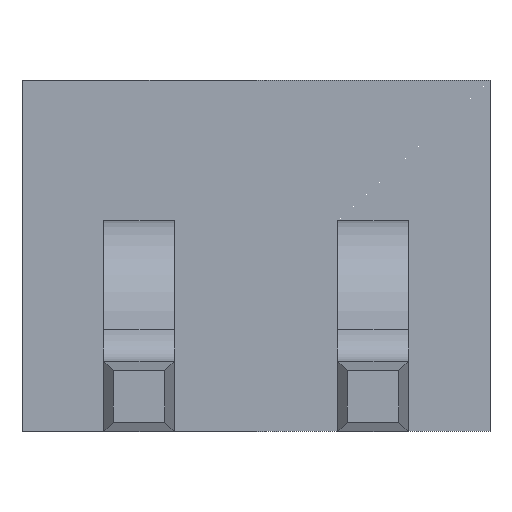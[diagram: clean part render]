
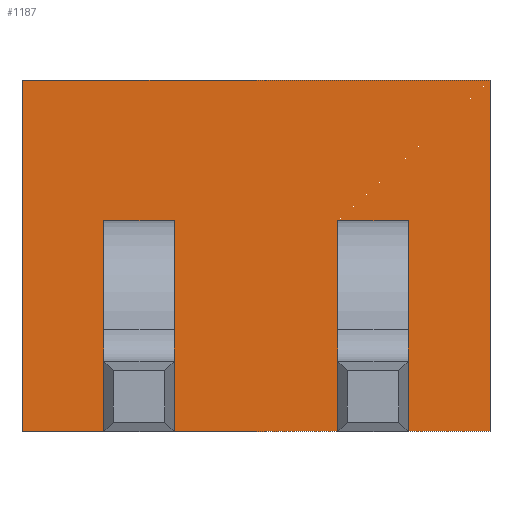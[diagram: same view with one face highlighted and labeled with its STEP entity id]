
A CAD part, front view. The second image highlights one B-rep face of the part: STEP entity #1187.
In plain terms, the highlighted planar face has unit normal (0, -1, 0).
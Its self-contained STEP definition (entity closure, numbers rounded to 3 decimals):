
#3 = EDGE_CURVE ( 'NONE', #1297, #1555, #164, .T. ) ;
#18 = DIRECTION ( 'NONE',  ( -1., 0., 0. ) ) ;
#65 = CARTESIAN_POINT ( 'NONE',  ( 0.65, 0., 0.9 ) ) ;
#68 = ORIENTED_EDGE ( 'NONE', *, *, #230, .T. ) ;
#95 = EDGE_CURVE ( 'NONE', #1587, #240, #688, .T. ) ;
#96 = CARTESIAN_POINT ( 'NONE',  ( 0.65, 0., 0.9 ) ) ;
#105 = VECTOR ( 'NONE', #1293, 1000. ) ;
#107 = EDGE_CURVE ( 'NONE', #1521, #767, #1310, .T. ) ;
#154 = CARTESIAN_POINT ( 'NONE',  ( 2., 0., 0. ) ) ;
#158 = DIRECTION ( 'NONE',  ( 1., 0., 0. ) ) ;
#164 = LINE ( 'NONE', #1054, #511 ) ;
#173 = AXIS2_PLACEMENT_3D ( 'NONE', #1490, #874, #1125 ) ;
#178 = CARTESIAN_POINT ( 'NONE',  ( 0., 0., 0. ) ) ;
#198 = ORIENTED_EDGE ( 'NONE', *, *, #459, .T. ) ;
#216 = CARTESIAN_POINT ( 'NONE',  ( 0.35, 0., 0.6 ) ) ;
#218 = DIRECTION ( 'NONE',  ( -1., 0., 0. ) ) ;
#221 = VERTEX_POINT ( 'NONE', #1292 ) ;
#230 = EDGE_CURVE ( 'NONE', #832, #499, #1541, .T. ) ;
#240 = VERTEX_POINT ( 'NONE', #814 ) ;
#258 = EDGE_CURVE ( 'NONE', #221, #832, #938, .T. ) ;
#265 = CARTESIAN_POINT ( 'NONE',  ( 1.65, 0., 0.6 ) ) ;
#319 = VERTEX_POINT ( 'NONE', #1065 ) ;
#346 = VECTOR ( 'NONE', #1184, 1000. ) ;
#351 = ORIENTED_EDGE ( 'NONE', *, *, #355, .F. ) ;
#355 = EDGE_CURVE ( 'NONE', #240, #1521, #464, .T. ) ;
#390 = LINE ( 'NONE', #265, #346 ) ;
#429 = FACE_BOUND ( 'NONE', #651, .T. ) ;
#451 = VECTOR ( 'NONE', #597, 1000. ) ;
#459 = EDGE_CURVE ( 'NONE', #319, #1297, #1096, .T. ) ;
#464 = LINE ( 'NONE', #1470, #797 ) ;
#493 = ORIENTED_EDGE ( 'NONE', *, *, #95, .F. ) ;
#499 = VERTEX_POINT ( 'NONE', #1599 ) ;
#500 = LINE ( 'NONE', #1010, #1236 ) ;
#511 = VECTOR ( 'NONE', #158, 1000. ) ;
#529 = CARTESIAN_POINT ( 'NONE',  ( 1.35, 0., 0.9 ) ) ;
#541 = DIRECTION ( 'NONE',  ( 0., 0., -1. ) ) ;
#578 = ORIENTED_EDGE ( 'NONE', *, *, #1274, .F. ) ;
#584 = ORIENTED_EDGE ( 'NONE', *, *, #706, .T. ) ;
#597 = DIRECTION ( 'NONE',  ( 0., 0., -1. ) ) ;
#618 = EDGE_CURVE ( 'NONE', #1518, #221, #500, .T. ) ;
#651 = EDGE_LOOP ( 'NONE', ( #198, #685, #1044, #1630 ) ) ;
#656 = LINE ( 'NONE', #1160, #1103 ) ;
#671 = CARTESIAN_POINT ( 'NONE',  ( 2., 0., 1.5 ) ) ;
#679 = CARTESIAN_POINT ( 'NONE',  ( 2., 0., 1.5 ) ) ;
#685 = ORIENTED_EDGE ( 'NONE', *, *, #3, .T. ) ;
#688 = LINE ( 'NONE', #792, #105 ) ;
#690 = FACE_OUTER_BOUND ( 'NONE', #1024, .T. ) ;
#695 = LINE ( 'NONE', #65, #451 ) ;
#706 = EDGE_CURVE ( 'NONE', #499, #1518, #390, .T. ) ;
#767 = VERTEX_POINT ( 'NONE', #154 ) ;
#786 = EDGE_LOOP ( 'NONE', ( #790, #1287, #68, #584 ) ) ;
#790 = ORIENTED_EDGE ( 'NONE', *, *, #618, .T. ) ;
#792 = CARTESIAN_POINT ( 'NONE',  ( 0., 0., 0. ) ) ;
#797 = VECTOR ( 'NONE', #1333, 1000. ) ;
#810 = VECTOR ( 'NONE', #1038, 1000. ) ;
#814 = CARTESIAN_POINT ( 'NONE',  ( 0., 0., 1.5 ) ) ;
#832 = VERTEX_POINT ( 'NONE', #1232 ) ;
#867 = LINE ( 'NONE', #1364, #1390 ) ;
#874 = DIRECTION ( 'NONE',  ( 0., 1., 0. ) ) ;
#918 = ORIENTED_EDGE ( 'NONE', *, *, #107, .F. ) ;
#938 = LINE ( 'NONE', #529, #810 ) ;
#1010 = CARTESIAN_POINT ( 'NONE',  ( 1.35, 0., 0.6 ) ) ;
#1024 = EDGE_LOOP ( 'NONE', ( #493, #578, #918, #351 ) ) ;
#1031 = VECTOR ( 'NONE', #1433, 1000. ) ;
#1038 = DIRECTION ( 'NONE',  ( 1., 0., 0. ) ) ;
#1044 = ORIENTED_EDGE ( 'NONE', *, *, #1082, .T. ) ;
#1054 = CARTESIAN_POINT ( 'NONE',  ( 0.35, 0., 0.9 ) ) ;
#1063 = FACE_BOUND ( 'NONE', #786, .T. ) ;
#1065 = CARTESIAN_POINT ( 'NONE',  ( 0.35, 0., 0.6 ) ) ;
#1082 = EDGE_CURVE ( 'NONE', #1555, #1368, #695, .T. ) ;
#1096 = LINE ( 'NONE', #216, #1119 ) ;
#1103 = VECTOR ( 'NONE', #18, 1000. ) ;
#1110 = VECTOR ( 'NONE', #541, 1000. ) ;
#1119 = VECTOR ( 'NONE', #1465, 1000. ) ;
#1125 = DIRECTION ( 'NONE',  ( 0., 0., 1. ) ) ;
#1160 = CARTESIAN_POINT ( 'NONE',  ( 0.65, 0., 0.6 ) ) ;
#1184 = DIRECTION ( 'NONE',  ( -1., 0., 0. ) ) ;
#1187 = ADVANCED_FACE ( 'NONE', ( #429, #1063, #690 ), #1330, .F. ) ;
#1232 = CARTESIAN_POINT ( 'NONE',  ( 1.65, 0., 0.9 ) ) ;
#1236 = VECTOR ( 'NONE', #1508, 1000. ) ;
#1261 = CARTESIAN_POINT ( 'NONE',  ( 0.65, 0., 0.6 ) ) ;
#1274 = EDGE_CURVE ( 'NONE', #767, #1587, #867, .T. ) ;
#1282 = CARTESIAN_POINT ( 'NONE',  ( 1.65, 0., 0.9 ) ) ;
#1287 = ORIENTED_EDGE ( 'NONE', *, *, #258, .T. ) ;
#1292 = CARTESIAN_POINT ( 'NONE',  ( 1.35, 0., 0.9 ) ) ;
#1293 = DIRECTION ( 'NONE',  ( 0., 0., 1. ) ) ;
#1297 = VERTEX_POINT ( 'NONE', #1634 ) ;
#1310 = LINE ( 'NONE', #679, #1110 ) ;
#1330 = PLANE ( 'NONE',  #173 ) ;
#1333 = DIRECTION ( 'NONE',  ( 1., 0., 0. ) ) ;
#1364 = CARTESIAN_POINT ( 'NONE',  ( 2., 0., 0. ) ) ;
#1368 = VERTEX_POINT ( 'NONE', #1261 ) ;
#1390 = VECTOR ( 'NONE', #218, 1000. ) ;
#1407 = CARTESIAN_POINT ( 'NONE',  ( 1.35, 0., 0.6 ) ) ;
#1414 = EDGE_CURVE ( 'NONE', #1368, #319, #656, .T. ) ;
#1433 = DIRECTION ( 'NONE',  ( 0., 0., -1. ) ) ;
#1465 = DIRECTION ( 'NONE',  ( 0., 0., 1. ) ) ;
#1470 = CARTESIAN_POINT ( 'NONE',  ( 0., 0., 1.5 ) ) ;
#1490 = CARTESIAN_POINT ( 'NONE',  ( 0., 0., 0. ) ) ;
#1508 = DIRECTION ( 'NONE',  ( 0., 0., 1. ) ) ;
#1518 = VERTEX_POINT ( 'NONE', #1407 ) ;
#1521 = VERTEX_POINT ( 'NONE', #671 ) ;
#1541 = LINE ( 'NONE', #1282, #1031 ) ;
#1555 = VERTEX_POINT ( 'NONE', #96 ) ;
#1587 = VERTEX_POINT ( 'NONE', #178 ) ;
#1599 = CARTESIAN_POINT ( 'NONE',  ( 1.65, 0., 0.6 ) ) ;
#1630 = ORIENTED_EDGE ( 'NONE', *, *, #1414, .T. ) ;
#1634 = CARTESIAN_POINT ( 'NONE',  ( 0.35, 0., 0.9 ) ) ;
